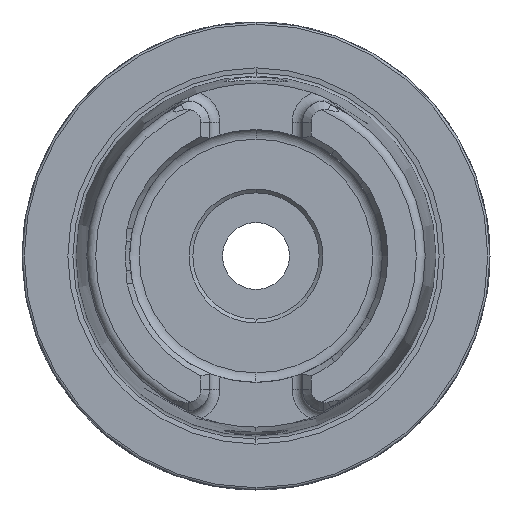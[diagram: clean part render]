
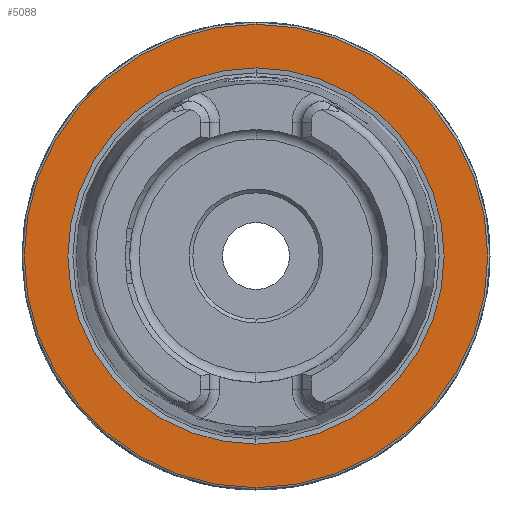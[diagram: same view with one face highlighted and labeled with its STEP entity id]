
A CAD part, left-side view. The second image highlights one B-rep face of the part: STEP entity #5088.
In plain terms, the highlighted planar face has unit normal (-1, 0, 0).
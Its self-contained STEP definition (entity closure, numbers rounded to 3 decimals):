
#23 = VERTEX_POINT ( 'NONE', #7022 ) ;
#83 = VERTEX_POINT ( 'NONE', #4306 ) ;
#110 = VERTEX_POINT ( 'NONE', #4332 ) ;
#124 = VERTEX_POINT ( 'NONE', #4346 ) ;
#1258 = DIRECTION ( 'NONE',  ( 1., 0., 0. ) ) ;
#1266 = CARTESIAN_POINT ( 'NONE',  ( 0., 31.2, 0. ) ) ;
#1268 = PLANE ( 'NONE',  #1593 ) ;
#1270 = DIRECTION ( 'NONE',  ( 0., 0., -1. ) ) ;
#1496 = FACE_BOUND ( 'NONE', #5331, .T. ) ;
#1500 = FACE_OUTER_BOUND ( 'NONE', #5337, .T. ) ;
#1593 = AXIS2_PLACEMENT_3D ( 'NONE', #1266, #1258, #1270 ) ;
#4114 = CIRCLE ( 'NONE', #6782, 25.324 ) ;
#4126 = CIRCLE ( 'NONE', #6785, 31.2 ) ;
#4306 = CARTESIAN_POINT ( 'NONE',  ( 0., 0., -31.2 ) ) ;
#4332 = CARTESIAN_POINT ( 'NONE',  ( 0., 0., 31.2 ) ) ;
#4346 = CARTESIAN_POINT ( 'NONE',  ( 0., 0., 25.324 ) ) ;
#4580 = CARTESIAN_POINT ( 'NONE',  ( 0., 0., 0. ) ) ;
#4581 = DIRECTION ( 'NONE',  ( -1., 0., 0. ) ) ;
#4582 = DIRECTION ( 'NONE',  ( 0., 0., 1. ) ) ;
#4591 = CARTESIAN_POINT ( 'NONE',  ( 0., 0., 0. ) ) ;
#4592 = DIRECTION ( 'NONE',  ( -1., 0., 0. ) ) ;
#4593 = DIRECTION ( 'NONE',  ( 0., 0., 1. ) ) ;
#4892 = EDGE_CURVE ( 'NONE', #23, #124, #4114, .T. ) ;
#4896 = EDGE_CURVE ( 'NONE', #110, #83, #4126, .T. ) ;
#5088 = ADVANCED_FACE ( 'NONE', ( #1496, #1500 ), #1268, .F. ) ;
#5331 = EDGE_LOOP ( 'NONE', ( #5848, #5849 ) ) ;
#5337 = EDGE_LOOP ( 'NONE', ( #5850, #5851 ) ) ;
#5848 = ORIENTED_EDGE ( 'NONE', *, *, #5953, .F. ) ;
#5849 = ORIENTED_EDGE ( 'NONE', *, *, #4892, .F. ) ;
#5850 = ORIENTED_EDGE ( 'NONE', *, *, #4896, .T. ) ;
#5851 = ORIENTED_EDGE ( 'NONE', *, *, #5952, .T. ) ;
#5952 = EDGE_CURVE ( 'NONE', #83, #110, #8082, .T. ) ;
#5953 = EDGE_CURVE ( 'NONE', #124, #23, #8091, .T. ) ;
#6782 = AXIS2_PLACEMENT_3D ( 'NONE', #4580, #4581, #4582 ) ;
#6785 = AXIS2_PLACEMENT_3D ( 'NONE', #4591, #4592, #4593 ) ;
#7022 = CARTESIAN_POINT ( 'NONE',  ( 0., 0., -25.324 ) ) ;
#7880 = AXIS2_PLACEMENT_3D ( 'NONE', #8608, #8609, #8610 ) ;
#7881 = AXIS2_PLACEMENT_3D ( 'NONE', #8612, #8613, #8614 ) ;
#8082 = CIRCLE ( 'NONE', #7880, 31.2 ) ;
#8091 = CIRCLE ( 'NONE', #7881, 25.324 ) ;
#8608 = CARTESIAN_POINT ( 'NONE',  ( 0., 0., 0. ) ) ;
#8609 = DIRECTION ( 'NONE',  ( -1., 0., 0. ) ) ;
#8610 = DIRECTION ( 'NONE',  ( 0., 0., 1. ) ) ;
#8612 = CARTESIAN_POINT ( 'NONE',  ( 0., 0., 0. ) ) ;
#8613 = DIRECTION ( 'NONE',  ( -1., 0., 0. ) ) ;
#8614 = DIRECTION ( 'NONE',  ( 0., 0., 1. ) ) ;
